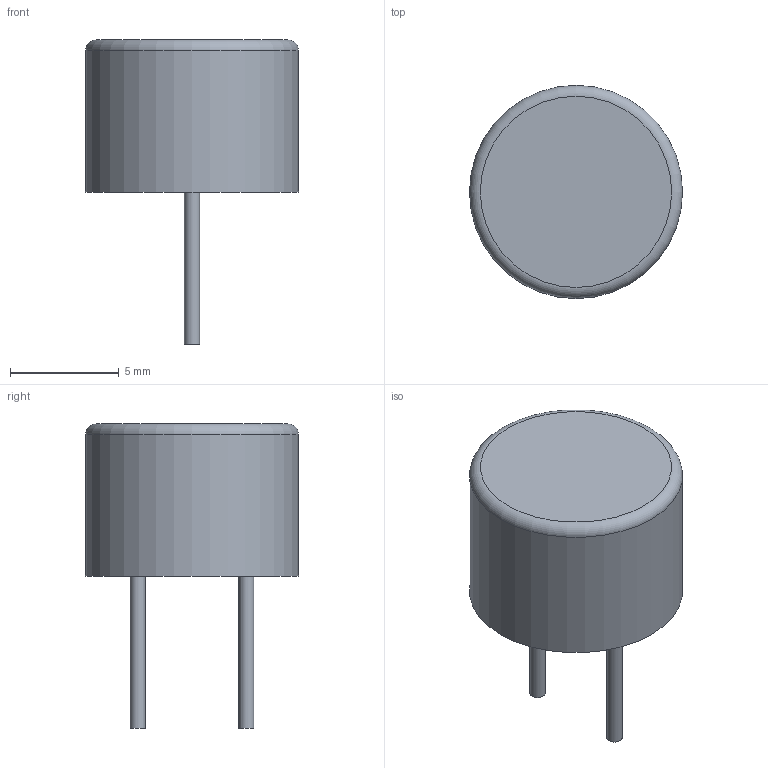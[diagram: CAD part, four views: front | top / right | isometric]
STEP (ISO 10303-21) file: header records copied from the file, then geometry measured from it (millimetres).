
FILE_DESCRIPTION(('HOOPS Exchange Step'),'2;1');
FILE_NAME('temp_export','2022-03-15T11:34:31+01:00',('lukas'),('Shapr3D Limited'),'HOOPS Exchange 2021.2','Shapr3D','Authorized');
FILE_SCHEMA( ('AP203_CONFIGURATION_CONTROLLED_3D_DESIGN_OF_MECHANICAL_PARTS_AND_ASSEMBLIES_MIM_LF') );
Length unit declared in the file: millimetre
Products named in the file (1): 0D78746D-8CD9-4495-A4D3-C19E3E6D165F.tmp
Bounding box: 9.8 x 9.8 x 14 mm (x, y, z)
Volume: 532.6 mm3; surface area: 396.4 mm2
Topology: 3 solids, 3 shells, 12 faces, 17 edges, 11 vertices
Faces by surface type: plane 6, cylinder 5, torus 1
Full cylindrical faces by diameter (mm): 0.7 x4, 9.8 x1
Entity records: 294 total; most frequent: DIRECTION 55, CARTESIAN_POINT 41, ORIENTED_EDGE 34, AXIS2_PLACEMENT_3D 25, EDGE_CURVE 17, CIRCLE 12, EDGE_LOOP 12, FACE_BOUND 12
